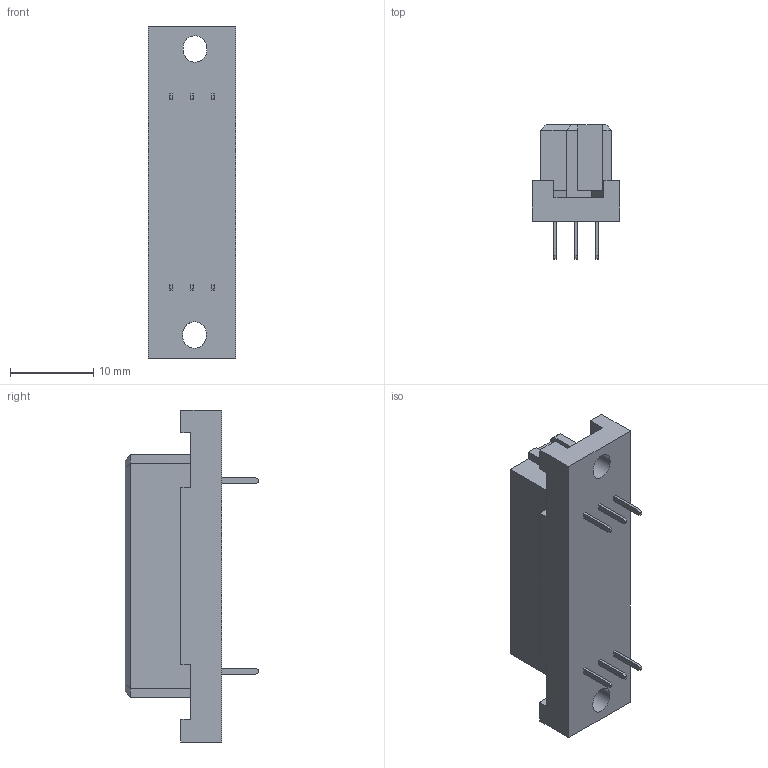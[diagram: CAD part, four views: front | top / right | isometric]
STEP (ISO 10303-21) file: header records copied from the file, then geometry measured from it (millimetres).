
FILE_DESCRIPTION((''),'2;1');
FILE_NAME( '0925_DIN_har-bus_3C_straight_female_30_pole_solder_4_5mm.stp', '2009-05-05T17:04:27',('User'),('SDRC'),'I-DEAS Master Series 9','UNIX', 'Yes');
FILE_SCHEMA(('AUTOMOTIVE_DESIGN { 1 0 10303 214 1 1 1 1 }'));
Length unit declared in the file: millimetre
Products named in the file (1): 0925_DIN_Type_3C_solder_4.5_female_30_pole
Bounding box: 10.5 x 16.1 x 39.9 mm (x, y, z)
Volume: 3384.2 mm3; surface area: 1965.8 mm2
Topology: 1 solids, 1 shells, 140 faces, 365 edges, 239 vertices
Faces by surface type: bspline 140
Entity records: 4061 total; most frequent: CARTESIAN_POINT 1578, ORIENTED_EDGE 730, EDGE_CURVE 365, VERTEX_POINT 239, QUASI_UNIFORM_CURVE 207, EDGE_LOOP 156, OVER_RIDING_STYLED_ITEM 154, B_SPLINE_CURVE_WITH_KNOTS 150
